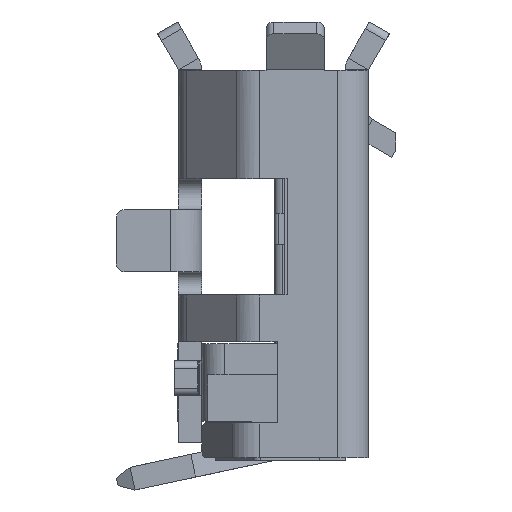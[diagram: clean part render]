
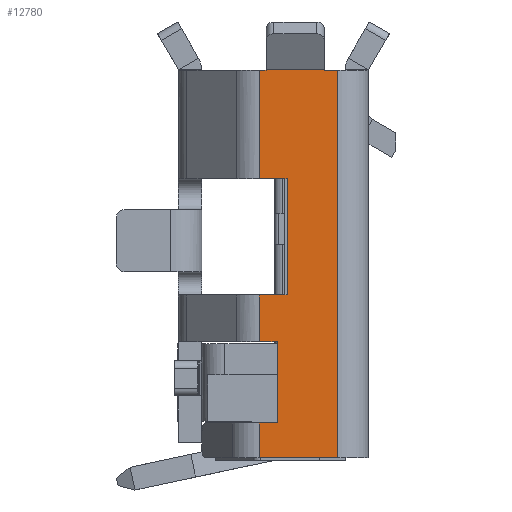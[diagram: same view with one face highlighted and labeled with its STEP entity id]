
A CAD part, left-side view. The second image highlights one B-rep face of the part: STEP entity #12780.
In plain terms, the highlighted free-form (B-spline) face has degree [1, 1] with [2, 2] control points.
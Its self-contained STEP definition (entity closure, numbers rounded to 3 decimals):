
#12780 = ADVANCED_FACE('',(#12781),#12911,.T.);
#12781 = FACE_BOUND('',#12782,.T.);
#12782 = EDGE_LOOP('',(#12783,#12793,#12801,#12809,#12817,#12825,#12833,
    #12841,#12849,#12857,#12865,#12873,#12881,#12889,#12897,#12905));
#12783 = ORIENTED_EDGE('',*,*,#12784,.T.);
#12784 = EDGE_CURVE('',#12785,#12787,#12789,.T.);
#12785 = VERTEX_POINT('',#12786);
#12786 = CARTESIAN_POINT('',(-3.75,1.11,-1.02));
#12787 = VERTEX_POINT('',#12788);
#12788 = CARTESIAN_POINT('',(-3.75,1.11,-1.47));
#12789 = LINE('',#12790,#12791);
#12790 = CARTESIAN_POINT('',(-3.75,1.11,-1.02));
#12791 = VECTOR('',#12792,1.);
#12792 = DIRECTION('',(0.,0.,-1.));
#12793 = ORIENTED_EDGE('',*,*,#12794,.T.);
#12794 = EDGE_CURVE('',#12787,#12795,#12797,.T.);
#12795 = VERTEX_POINT('',#12796);
#12796 = CARTESIAN_POINT('',(-3.75,0.1,-1.47));
#12797 = LINE('',#12798,#12799);
#12798 = CARTESIAN_POINT('',(-3.75,1.11,-1.47));
#12799 = VECTOR('',#12800,1.);
#12800 = DIRECTION('',(0.,-1.,0.));
#12801 = ORIENTED_EDGE('',*,*,#12802,.T.);
#12802 = EDGE_CURVE('',#12795,#12803,#12805,.T.);
#12803 = VERTEX_POINT('',#12804);
#12804 = CARTESIAN_POINT('',(-3.75,0.1,3.53));
#12805 = LINE('',#12806,#12807);
#12806 = CARTESIAN_POINT('',(-3.75,0.1,-1.47));
#12807 = VECTOR('',#12808,1.);
#12808 = DIRECTION('',(0.,0.,1.));
#12809 = ORIENTED_EDGE('',*,*,#12810,.T.);
#12810 = EDGE_CURVE('',#12803,#12811,#12813,.T.);
#12811 = VERTEX_POINT('',#12812);
#12812 = CARTESIAN_POINT('',(-3.75,0.27,3.53));
#12813 = LINE('',#12814,#12815);
#12814 = CARTESIAN_POINT('',(-3.75,0.1,3.53));
#12815 = VECTOR('',#12816,1.);
#12816 = DIRECTION('',(0.,1.,0.));
#12817 = ORIENTED_EDGE('',*,*,#12818,.T.);
#12818 = EDGE_CURVE('',#12811,#12819,#12821,.T.);
#12819 = VERTEX_POINT('',#12820);
#12820 = CARTESIAN_POINT('',(-3.75,0.27,3.532));
#12821 = LINE('',#12822,#12823);
#12822 = CARTESIAN_POINT('',(-3.75,0.27,3.53));
#12823 = VECTOR('',#12824,1.);
#12824 = DIRECTION('',(0.,0.,1.));
#12825 = ORIENTED_EDGE('',*,*,#12826,.T.);
#12826 = EDGE_CURVE('',#12819,#12827,#12829,.T.);
#12827 = VERTEX_POINT('',#12828);
#12828 = CARTESIAN_POINT('',(-3.75,1.02,3.532));
#12829 = LINE('',#12830,#12831);
#12830 = CARTESIAN_POINT('',(-3.75,0.27,3.532));
#12831 = VECTOR('',#12832,1.);
#12832 = DIRECTION('',(0.,1.,0.));
#12833 = ORIENTED_EDGE('',*,*,#12834,.T.);
#12834 = EDGE_CURVE('',#12827,#12835,#12837,.T.);
#12835 = VERTEX_POINT('',#12836);
#12836 = CARTESIAN_POINT('',(-3.75,1.02,3.53));
#12837 = LINE('',#12838,#12839);
#12838 = CARTESIAN_POINT('',(-3.75,1.02,3.532));
#12839 = VECTOR('',#12840,1.);
#12840 = DIRECTION('',(0.,0.,-1.));
#12841 = ORIENTED_EDGE('',*,*,#12842,.T.);
#12842 = EDGE_CURVE('',#12835,#12843,#12845,.T.);
#12843 = VERTEX_POINT('',#12844);
#12844 = CARTESIAN_POINT('',(-3.75,1.106,3.53));
#12845 = LINE('',#12846,#12847);
#12846 = CARTESIAN_POINT('',(-3.75,1.02,3.53));
#12847 = VECTOR('',#12848,1.);
#12848 = DIRECTION('',(0.,1.,0.));
#12849 = ORIENTED_EDGE('',*,*,#12850,.T.);
#12850 = EDGE_CURVE('',#12843,#12851,#12853,.T.);
#12851 = VERTEX_POINT('',#12852);
#12852 = CARTESIAN_POINT('',(-3.75,1.106,2.13));
#12853 = LINE('',#12854,#12855);
#12854 = CARTESIAN_POINT('',(-3.75,1.106,3.53));
#12855 = VECTOR('',#12856,1.);
#12856 = DIRECTION('',(0.,0.,-1.));
#12857 = ORIENTED_EDGE('',*,*,#12858,.T.);
#12858 = EDGE_CURVE('',#12851,#12859,#12861,.T.);
#12859 = VERTEX_POINT('',#12860);
#12860 = CARTESIAN_POINT('',(-3.75,0.75,2.13));
#12861 = LINE('',#12862,#12863);
#12862 = CARTESIAN_POINT('',(-3.75,1.106,2.13));
#12863 = VECTOR('',#12864,1.);
#12864 = DIRECTION('',(0.,-1.,0.));
#12865 = ORIENTED_EDGE('',*,*,#12866,.T.);
#12866 = EDGE_CURVE('',#12859,#12867,#12869,.T.);
#12867 = VERTEX_POINT('',#12868);
#12868 = CARTESIAN_POINT('',(-3.75,0.75,0.63));
#12869 = LINE('',#12870,#12871);
#12870 = CARTESIAN_POINT('',(-3.75,0.75,2.13));
#12871 = VECTOR('',#12872,1.);
#12872 = DIRECTION('',(0.,0.,-1.));
#12873 = ORIENTED_EDGE('',*,*,#12874,.T.);
#12874 = EDGE_CURVE('',#12867,#12875,#12877,.T.);
#12875 = VERTEX_POINT('',#12876);
#12876 = CARTESIAN_POINT('',(-3.75,1.106,0.63));
#12877 = LINE('',#12878,#12879);
#12878 = CARTESIAN_POINT('',(-3.75,0.75,0.63));
#12879 = VECTOR('',#12880,1.);
#12880 = DIRECTION('',(0.,1.,0.));
#12881 = ORIENTED_EDGE('',*,*,#12882,.T.);
#12882 = EDGE_CURVE('',#12875,#12883,#12885,.T.);
#12883 = VERTEX_POINT('',#12884);
#12884 = CARTESIAN_POINT('',(-3.75,1.106,0.03));
#12885 = LINE('',#12886,#12887);
#12886 = CARTESIAN_POINT('',(-3.75,1.106,0.63));
#12887 = VECTOR('',#12888,1.);
#12888 = DIRECTION('',(0.,0.,-1.));
#12889 = ORIENTED_EDGE('',*,*,#12890,.T.);
#12890 = EDGE_CURVE('',#12883,#12891,#12893,.T.);
#12891 = VERTEX_POINT('',#12892);
#12892 = CARTESIAN_POINT('',(-3.75,0.875,0.03));
#12893 = LINE('',#12894,#12895);
#12894 = CARTESIAN_POINT('',(-3.75,1.106,0.03));
#12895 = VECTOR('',#12896,1.);
#12896 = DIRECTION('',(0.,-1.,0.));
#12897 = ORIENTED_EDGE('',*,*,#12898,.T.);
#12898 = EDGE_CURVE('',#12891,#12899,#12901,.T.);
#12899 = VERTEX_POINT('',#12900);
#12900 = CARTESIAN_POINT('',(-3.75,0.875,-1.02));
#12901 = LINE('',#12902,#12903);
#12902 = CARTESIAN_POINT('',(-3.75,0.875,0.03));
#12903 = VECTOR('',#12904,1.);
#12904 = DIRECTION('',(0.,0.,-1.));
#12905 = ORIENTED_EDGE('',*,*,#12906,.T.);
#12906 = EDGE_CURVE('',#12899,#12785,#12907,.T.);
#12907 = LINE('',#12908,#12909);
#12908 = CARTESIAN_POINT('',(-3.75,0.875,-1.02));
#12909 = VECTOR('',#12910,1.);
#12910 = DIRECTION('',(0.,1.,0.));
#12911 = B_SPLINE_SURFACE_WITH_KNOTS('',1,1,(
    (#12912,#12913)
    ,(#12914,#12915
    )),.UNSPECIFIED.,.F.,.F.,.F.,(2,2),(2,2),(0.38,1.43),(
    -0.102,5.1),.PIECEWISE_BEZIER_KNOTS.);
#12912 = CARTESIAN_POINT('',(-3.75,0.08,3.632));
#12913 = CARTESIAN_POINT('',(-3.75,0.08,-1.57));
#12914 = CARTESIAN_POINT('',(-3.75,1.13,3.632));
#12915 = CARTESIAN_POINT('',(-3.75,1.13,-1.57));
